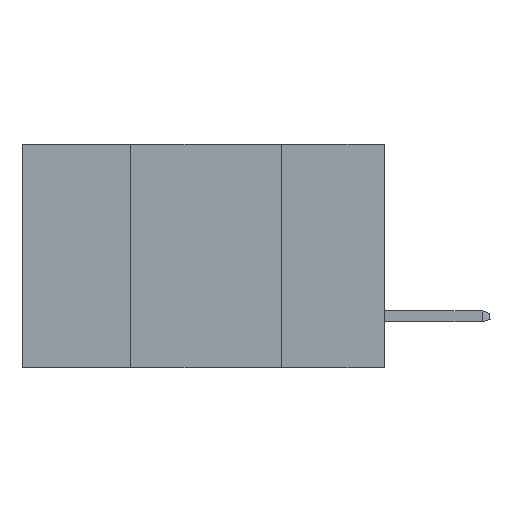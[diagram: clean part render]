
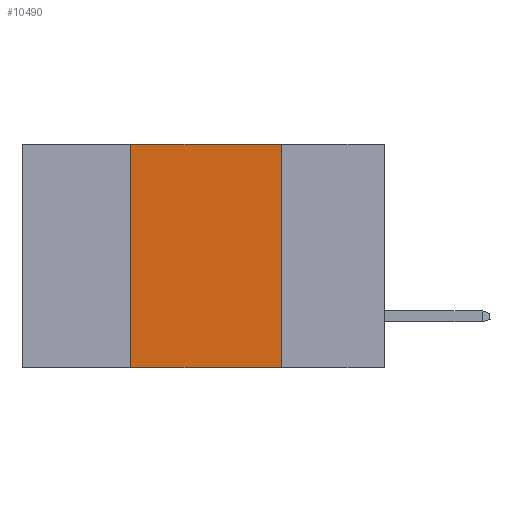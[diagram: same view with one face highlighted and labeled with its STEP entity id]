
A CAD part, left-side view. The second image highlights one B-rep face of the part: STEP entity #10490.
In plain terms, the highlighted planar face has unit normal (-1, 0, 0).
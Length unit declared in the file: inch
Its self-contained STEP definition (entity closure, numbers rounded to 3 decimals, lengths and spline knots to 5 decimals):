
#41 = CARTESIAN_POINT ( 'NONE',  ( 0., 0.6, 0. ) ) ;
#43 = CARTESIAN_POINT ( 'NONE',  ( 0., 0.42, 0. ) ) ;
#718 = CARTESIAN_POINT ( 'NONE',  ( 0., 0.17, -0.37 ) ) ;
#1535 = DIRECTION ( 'NONE',  ( 0., -1., 0. ) ) ;
#1573 = EDGE_LOOP ( 'NONE', ( #9930, #9252, #2393, #2400 ) ) ;
#2042 = FACE_OUTER_BOUND ( 'NONE', #1573, .T. ) ;
#2129 = CARTESIAN_POINT ( 'NONE',  ( 0., 0.42, -0.37 ) ) ;
#2279 = CARTESIAN_POINT ( 'NONE',  ( 0., 0.17, 0. ) ) ;
#2390 = VERTEX_POINT ( 'NONE', #2279 ) ;
#2393 = ORIENTED_EDGE ( 'NONE', *, *, #3019, .F. ) ;
#2400 = ORIENTED_EDGE ( 'NONE', *, *, #10470, .T. ) ;
#2561 = CARTESIAN_POINT ( 'NONE',  ( 0., 0.6, -0.37 ) ) ;
#2604 = DIRECTION ( 'NONE',  ( 0., 0., -1. ) ) ;
#2905 = AXIS2_PLACEMENT_3D ( 'NONE', #7626, #10687, #2604 ) ;
#3019 = EDGE_CURVE ( 'NONE', #3461, #3631, #3424, .T. ) ;
#3403 = LINE ( 'NONE', #41, #12016 ) ;
#3424 = LINE ( 'NONE', #43, #8289 ) ;
#3461 = VERTEX_POINT ( 'NONE', #2129 ) ;
#3631 = VERTEX_POINT ( 'NONE', #8748 ) ;
#5768 = LINE ( 'NONE', #5931, #6854 ) ;
#5931 = CARTESIAN_POINT ( 'NONE',  ( 0., 0.17, 0. ) ) ;
#6547 = EDGE_CURVE ( 'NONE', #2390, #12378, #5768, .T. ) ;
#6854 = VECTOR ( 'NONE', #9340, 39.37008 ) ;
#6940 = VECTOR ( 'NONE', #1535, 39.37008 ) ;
#7509 = EDGE_CURVE ( 'NONE', #3631, #2390, #3403, .T. ) ;
#7626 = CARTESIAN_POINT ( 'NONE',  ( 0., 0.6, 0. ) ) ;
#8180 = DIRECTION ( 'NONE',  ( 0., 0., 1. ) ) ;
#8289 = VECTOR ( 'NONE', #8180, 39.37008 ) ;
#8748 = CARTESIAN_POINT ( 'NONE',  ( 0., 0.42, 0. ) ) ;
#9127 = LINE ( 'NONE', #2561, #6940 ) ;
#9252 = ORIENTED_EDGE ( 'NONE', *, *, #7509, .F. ) ;
#9340 = DIRECTION ( 'NONE',  ( 0., 0., -1. ) ) ;
#9540 = PLANE ( 'NONE',  #2905 ) ;
#9930 = ORIENTED_EDGE ( 'NONE', *, *, #6547, .F. ) ;
#10470 = EDGE_CURVE ( 'NONE', #3461, #12378, #9127, .T. ) ;
#10490 = ADVANCED_FACE ( 'NONE', ( #2042 ), #9540, .F. ) ;
#10687 = DIRECTION ( 'NONE',  ( 1., 0., 0. ) ) ;
#11022 = DIRECTION ( 'NONE',  ( 0., -1., 0. ) ) ;
#12016 = VECTOR ( 'NONE', #11022, 39.37008 ) ;
#12378 = VERTEX_POINT ( 'NONE', #718 ) ;
